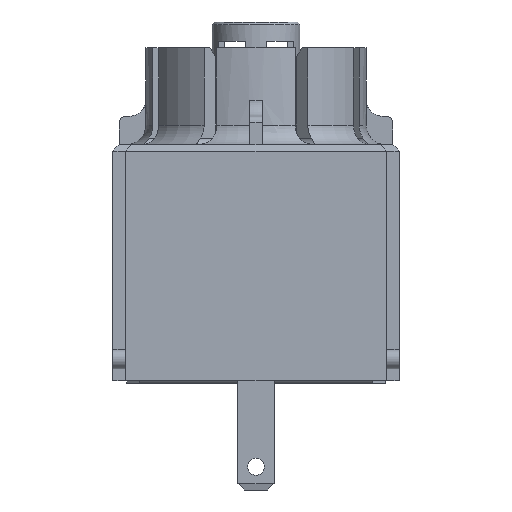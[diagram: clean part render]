
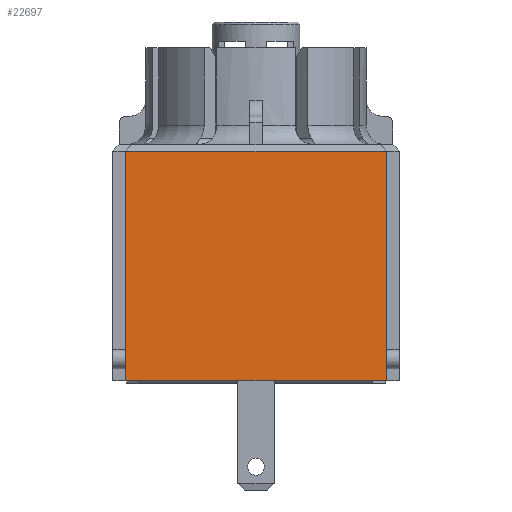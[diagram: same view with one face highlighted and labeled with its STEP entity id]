
A CAD part, front view. The second image highlights one B-rep face of the part: STEP entity #22697.
In plain terms, the highlighted planar face has unit normal (0, -1, 0).
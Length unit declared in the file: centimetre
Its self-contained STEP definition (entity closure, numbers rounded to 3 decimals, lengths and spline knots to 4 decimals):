
#879=LINE('',#32943,#3974);
#916=LINE('',#33023,#4011);
#917=LINE('',#33026,#4012);
#921=LINE('',#33060,#4016);
#922=LINE('',#33061,#4017);
#977=LINE('',#33189,#4072);
#3974=VECTOR('',#26239,2.02);
#4011=VECTOR('',#26314,1.611);
#4012=VECTOR('',#26317,0.169);
#4016=VECTOR('',#26371,0.169);
#4017=VECTOR('',#26372,1.611);
#4072=VECTOR('',#26503,2.02);
#6775=FACE_OUTER_BOUND('',#7972,.T.);
#7972=EDGE_LOOP('',(#16403,#16404,#16405,#16406,#16407,#16408));
#9592=VERTEX_POINT('',#32935);
#9594=VERTEX_POINT('',#32941);
#9618=VERTEX_POINT('',#33022);
#9619=VERTEX_POINT('',#33025);
#9621=VERTEX_POINT('',#33047);
#9624=VERTEX_POINT('',#33058);
#12066=EDGE_CURVE('',#9594,#9592,#879,.T.);
#12106=EDGE_CURVE('',#9618,#9592,#916,.T.);
#12108=EDGE_CURVE('',#9619,#9618,#917,.T.);
#12124=EDGE_CURVE('',#9624,#9621,#921,.T.);
#12125=EDGE_CURVE('',#9621,#9594,#922,.T.);
#12188=EDGE_CURVE('',#9624,#9619,#977,.T.);
#16403=ORIENTED_EDGE('',*,*,#12066,.F.);
#16404=ORIENTED_EDGE('',*,*,#12125,.F.);
#16405=ORIENTED_EDGE('',*,*,#12124,.F.);
#16406=ORIENTED_EDGE('',*,*,#12188,.T.);
#16407=ORIENTED_EDGE('',*,*,#12108,.T.);
#16408=ORIENTED_EDGE('',*,*,#12106,.T.);
#21544=PLANE('',#24009);
#22697=ADVANCED_FACE('',(#6775),#21544,.T.);
#24009=AXIS2_PLACEMENT_3D('',#33242,#26547,#26548);
#26239=DIRECTION('',(1.,0.,0.));
#26314=DIRECTION('',(0.,0.,1.));
#26317=DIRECTION('',(0.,0.,1.));
#26371=DIRECTION('',(0.,0.,1.));
#26372=DIRECTION('',(0.,0.,1.));
#26503=DIRECTION('',(1.,0.,0.));
#26547=DIRECTION('center_axis',(0.,-1.,0.));
#26548=DIRECTION('ref_axis',(0.,0.,-1.));
#32935=CARTESIAN_POINT('',(1.01,-1.1075,1.725));
#32941=CARTESIAN_POINT('',(-1.01,-1.1075,1.725));
#32943=CARTESIAN_POINT('',(0.,-1.1075,1.725));
#33022=CARTESIAN_POINT('',(1.01,-1.1075,0.114));
#33023=CARTESIAN_POINT('',(1.01,-1.1075,-0.055));
#33025=CARTESIAN_POINT('',(1.01,-1.1075,-0.055));
#33026=CARTESIAN_POINT('',(1.01,-1.1075,-0.055));
#33047=CARTESIAN_POINT('',(-1.01,-1.1075,0.114));
#33058=CARTESIAN_POINT('',(-1.01,-1.1075,-0.055));
#33060=CARTESIAN_POINT('',(-1.01,-1.1075,-0.055));
#33061=CARTESIAN_POINT('',(-1.01,-1.1075,-0.055));
#33189=CARTESIAN_POINT('',(-1.01,-1.1075,-0.055));
#33242=CARTESIAN_POINT('Origin',(0.,-1.1075,-0.055));
